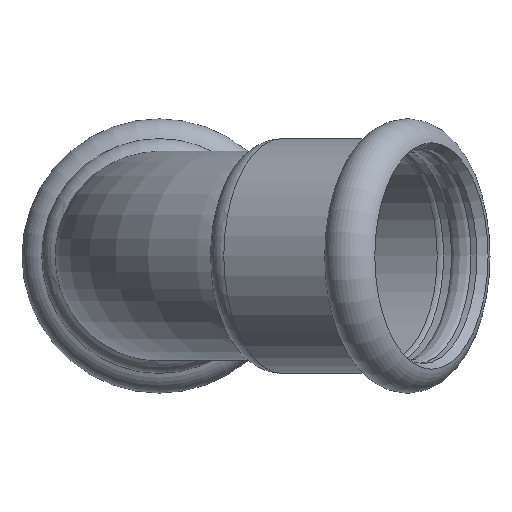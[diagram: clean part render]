
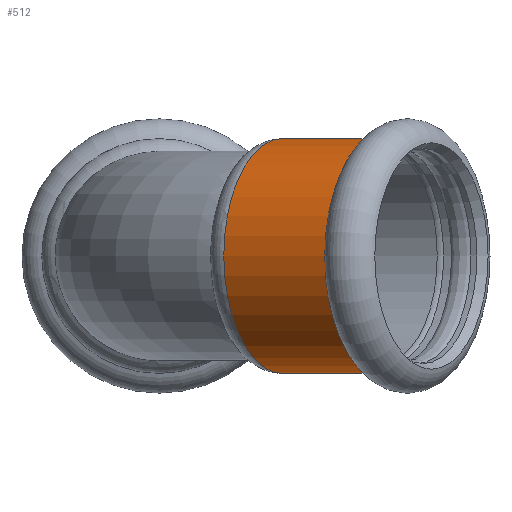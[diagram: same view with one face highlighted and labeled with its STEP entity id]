
A CAD part, left-side view. The second image highlights one B-rep face of the part: STEP entity #512.
In plain terms, the highlighted cylindrical face has radius 15.7 mm (diameter 31.4 mm), a full revolution.
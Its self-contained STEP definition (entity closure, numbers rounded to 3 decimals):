
#35=LINE('',#1022,#45);
#45=VECTOR('',#763,15.7);
#54=CYLINDRICAL_SURFACE('',#604,15.7);
#70=FACE_OUTER_BOUND('',#92,.T.);
#92=EDGE_LOOP('',(#416,#417,#418,#419,#420,#421,#422,#423));
#103=CIRCLE('',#544,15.7);
#104=CIRCLE('',#545,15.7);
#105=CIRCLE('',#546,15.7);
#143=CIRCLE('',#593,15.7);
#145=CIRCLE('',#595,15.7);
#146=CIRCLE('',#596,15.7);
#167=VERTEX_POINT('',#816);
#168=VERTEX_POINT('',#818);
#169=VERTEX_POINT('',#820);
#205=VERTEX_POINT('',#952);
#206=VERTEX_POINT('',#953);
#210=VERTEX_POINT('',#1006);
#231=EDGE_CURVE('',#168,#167,#103,.T.);
#232=EDGE_CURVE('',#169,#168,#104,.T.);
#233=EDGE_CURVE('',#167,#169,#105,.T.);
#278=EDGE_CURVE('',#205,#206,#143,.T.);
#283=EDGE_CURVE('',#206,#210,#145,.T.);
#284=EDGE_CURVE('',#210,#205,#146,.T.);
#291=EDGE_CURVE('',#169,#210,#35,.T.);
#416=ORIENTED_EDGE('',*,*,#231,.T.);
#417=ORIENTED_EDGE('',*,*,#233,.T.);
#418=ORIENTED_EDGE('',*,*,#291,.T.);
#419=ORIENTED_EDGE('',*,*,#283,.F.);
#420=ORIENTED_EDGE('',*,*,#278,.F.);
#421=ORIENTED_EDGE('',*,*,#284,.F.);
#422=ORIENTED_EDGE('',*,*,#291,.F.);
#423=ORIENTED_EDGE('',*,*,#232,.T.);
#512=ADVANCED_FACE('',(#70),#54,.T.);
#544=AXIS2_PLACEMENT_3D('',#819,#635,#636);
#545=AXIS2_PLACEMENT_3D('',#821,#637,#638);
#546=AXIS2_PLACEMENT_3D('',#822,#639,#640);
#593=AXIS2_PLACEMENT_3D('',#954,#737,#738);
#595=AXIS2_PLACEMENT_3D('',#1007,#741,#742);
#596=AXIS2_PLACEMENT_3D('',#1008,#743,#744);
#604=AXIS2_PLACEMENT_3D('',#1021,#761,#762);
#635=DIRECTION('center_axis',(0.5,0.866,0.));
#636=DIRECTION('ref_axis',(-0.866,0.5,0.));
#637=DIRECTION('center_axis',(0.5,0.866,0.));
#638=DIRECTION('ref_axis',(-0.866,0.5,0.));
#639=DIRECTION('center_axis',(0.5,0.866,0.));
#640=DIRECTION('ref_axis',(-0.866,0.5,0.));
#737=DIRECTION('center_axis',(0.5,0.866,0.));
#738=DIRECTION('ref_axis',(-0.866,0.5,0.));
#741=DIRECTION('center_axis',(0.5,0.866,0.));
#742=DIRECTION('ref_axis',(-0.866,0.5,0.));
#743=DIRECTION('center_axis',(0.5,0.866,0.));
#744=DIRECTION('ref_axis',(-0.866,0.5,0.));
#761=DIRECTION('center_axis',(0.5,0.866,0.));
#762=DIRECTION('ref_axis',(-0.866,0.5,0.));
#763=DIRECTION('',(0.5,0.866,0.));
#816=CARTESIAN_POINT('',(-59.427,-30.094,15.7));
#818=CARTESIAN_POINT('',(-73.024,-22.244,0.));
#819=CARTESIAN_POINT('Origin',(-59.427,-30.094,0.));
#820=CARTESIAN_POINT('',(-45.83,-37.944,0.));
#821=CARTESIAN_POINT('Origin',(-59.427,-30.094,0.));
#822=CARTESIAN_POINT('Origin',(-59.427,-30.094,0.));
#952=CARTESIAN_POINT('',(-65.175,-8.65,0.));
#953=CARTESIAN_POINT('',(-51.579,-16.5,15.7));
#954=CARTESIAN_POINT('Origin',(-51.579,-16.5,0.));
#1006=CARTESIAN_POINT('',(-37.982,-24.35,0.));
#1007=CARTESIAN_POINT('Origin',(-51.579,-16.5,0.));
#1008=CARTESIAN_POINT('Origin',(-51.579,-16.5,0.));
#1021=CARTESIAN_POINT('Origin',(-55.503,-23.297,0.));
#1022=CARTESIAN_POINT('',(-41.906,-31.147,0.));
